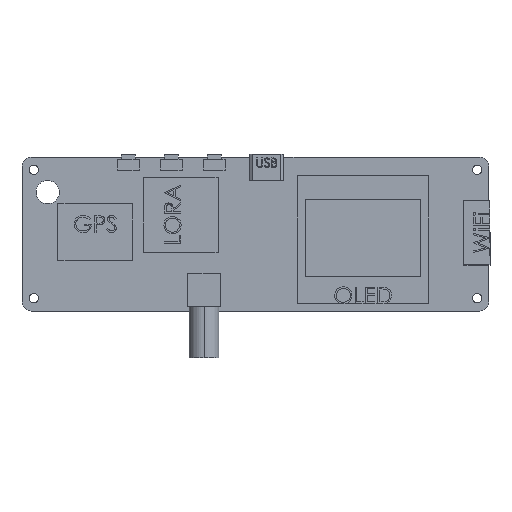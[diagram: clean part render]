
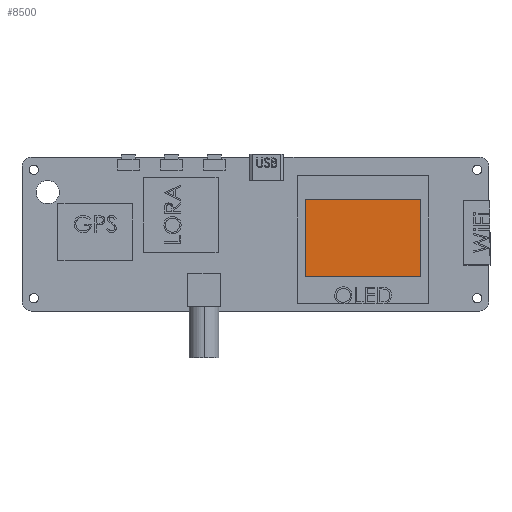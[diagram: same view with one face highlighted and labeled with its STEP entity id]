
A CAD part, top view. The second image highlights one B-rep face of the part: STEP entity #8500.
In plain terms, the highlighted planar face has unit normal (0, 0, 1).
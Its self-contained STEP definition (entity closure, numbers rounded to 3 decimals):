
#54 = CARTESIAN_POINT ( 'NONE',  ( -24.402, 20.309, 7.4 ) ) ;
#55 = DIRECTION ( 'NONE',  ( 0., -1., 0. ) ) ;
#60 = CARTESIAN_POINT ( 'NONE',  ( -24.402, 3.809, 7.4 ) ) ;
#61 = DIRECTION ( 'NONE',  ( 1., 0., 0. ) ) ;
#64 = CARTESIAN_POINT ( 'NONE',  ( 0.298, 20.309, 7.4 ) ) ;
#65 = DIRECTION ( 'NONE',  ( 0., 1., 0. ) ) ;
#66 = CARTESIAN_POINT ( 'NONE',  ( -24.402, 20.309, 7.4 ) ) ;
#67 = DIRECTION ( 'NONE',  ( -1., 0., 0. ) ) ;
#1113 = PLANE ( 'NONE',  #6605 ) ;
#1114 = CARTESIAN_POINT ( 'NONE',  ( -24.402, 3.809, 7.4 ) ) ;
#1115 = DIRECTION ( 'NONE',  ( 0., 0., 1. ) ) ;
#1116 = DIRECTION ( 'NONE',  ( 1., 0., 0. ) ) ;
#1695 = CARTESIAN_POINT ( 'NONE',  ( -24.402, 3.809, 7.4 ) ) ;
#5565 = VERTEX_POINT ( 'NONE', #11924 ) ;
#5566 = VERTEX_POINT ( 'NONE', #11925 ) ;
#5575 = VERTEX_POINT ( 'NONE', #11933 ) ;
#5951 = EDGE_LOOP ( 'NONE', ( #7978, #7979, #7980, #7976 ) ) ;
#6066 = VECTOR ( 'NONE', #55, 1000. ) ;
#6069 = VECTOR ( 'NONE', #61, 1000. ) ;
#6071 = VECTOR ( 'NONE', #65, 1000. ) ;
#6072 = VECTOR ( 'NONE', #67, 1000. ) ;
#6605 = AXIS2_PLACEMENT_3D ( 'NONE', #1114, #1115, #1116 ) ;
#7976 = ORIENTED_EDGE ( 'NONE', *, *, #8294, .T. ) ;
#7978 = ORIENTED_EDGE ( 'NONE', *, *, #8288, .T. ) ;
#7979 = ORIENTED_EDGE ( 'NONE', *, *, #8291, .T. ) ;
#7980 = ORIENTED_EDGE ( 'NONE', *, *, #8293, .T. ) ;
#8288 = EDGE_CURVE ( 'NONE', #5566, #8743, #10821, .T. ) ;
#8291 = EDGE_CURVE ( 'NONE', #8743, #5575, #10824, .T. ) ;
#8293 = EDGE_CURVE ( 'NONE', #5575, #5565, #10826, .T. ) ;
#8294 = EDGE_CURVE ( 'NONE', #5565, #5566, #10827, .T. ) ;
#8500 = ADVANCED_FACE ( 'NONE', ( #11011 ), #1113, .T. ) ;
#8743 = VERTEX_POINT ( 'NONE', #1695 ) ;
#10821 = LINE ( 'NONE', #54, #6066 ) ;
#10824 = LINE ( 'NONE', #60, #6069 ) ;
#10826 = LINE ( 'NONE', #64, #6071 ) ;
#10827 = LINE ( 'NONE', #66, #6072 ) ;
#11011 = FACE_OUTER_BOUND ( 'NONE', #5951, .T. ) ;
#11924 = CARTESIAN_POINT ( 'NONE',  ( 0.298, 20.309, 7.4 ) ) ;
#11925 = CARTESIAN_POINT ( 'NONE',  ( -24.402, 20.309, 7.4 ) ) ;
#11933 = CARTESIAN_POINT ( 'NONE',  ( 0.298, 3.809, 7.4 ) ) ;
